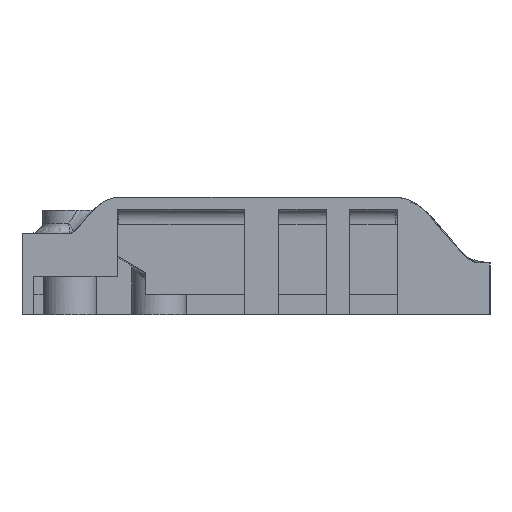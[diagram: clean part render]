
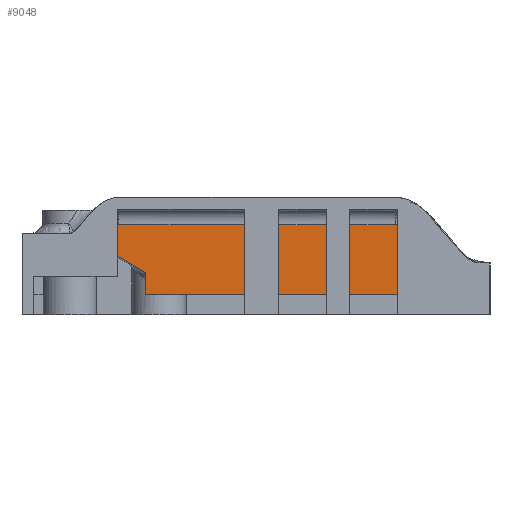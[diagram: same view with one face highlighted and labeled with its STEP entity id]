
A CAD part, left-side view. The second image highlights one B-rep face of the part: STEP entity #9048.
In plain terms, the highlighted planar face has unit normal (-1, 0, 0).
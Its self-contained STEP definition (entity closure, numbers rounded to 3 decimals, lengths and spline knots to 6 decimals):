
#663=B_SPLINE_CURVE_WITH_KNOTS('',3,(#13957,#13958,#13959,#13960),
 .UNSPECIFIED.,.F.,.F.,(4,4),(0.,0.4541),.UNSPECIFIED.);
#665=B_SPLINE_CURVE_WITH_KNOTS('',3,(#13978,#13979,#13980,#13981),
 .UNSPECIFIED.,.F.,.F.,(4,4),(0.834057,1.),.UNSPECIFIED.);
#692=B_SPLINE_CURVE_WITH_KNOTS('',3,(#36734,#36735,#36736,#36737),
 .UNSPECIFIED.,.F.,.F.,(4,4),(0.578276,0.749825),
 .UNSPECIFIED.);
#693=B_SPLINE_CURVE_WITH_KNOTS('',3,(#36745,#36746,#36747,#36748,#36749,
#36750,#36751,#36752,#36753,#36754,#36755,#36756,#36757,#36758,#36759,#36760),
 .UNSPECIFIED.,.F.,.F.,(4,1,1,1,1,1,1,1,1,1,1,1,1,4),(0.,0.125,0.25,0.375,
0.5,0.625,0.6875,0.75,0.8125,0.875,0.90625,0.921875,0.9375,1.),
 .UNSPECIFIED.);
#694=B_SPLINE_CURVE_WITH_KNOTS('',3,(#36762,#36763,#36764,#36765),
 .UNSPECIFIED.,.F.,.F.,(4,4),(0.,1.),.UNSPECIFIED.);
#695=B_SPLINE_CURVE_WITH_KNOTS('',3,(#36772,#36773,#36774,#36775,#36776,
#36777,#36778,#36779,#36780,#36781,#36782,#36783,#36784,#36785,#36786,#36787,
#36788,#36789,#36790,#36791,#36792,#36793,#36794,#36795,#36796),
 .UNSPECIFIED.,.F.,.F.,(4,1,1,1,1,1,1,1,1,1,1,1,1,1,1,1,1,1,1,1,1,1,4),
(0.,0.0625,0.125,0.15625,0.1875,0.21875,0.234375,0.25,0.265625,0.28125,
0.3125,0.375,0.4375,0.46875,0.5,0.53125,0.5625,0.625,0.6875,0.75,0.8125,
0.875,1.),.UNSPECIFIED.);
#1346=ORIENTED_EDGE('',*,*,#4062,.F.);
#1347=ORIENTED_EDGE('',*,*,#4063,.T.);
#1348=ORIENTED_EDGE('',*,*,#4064,.T.);
#1349=ORIENTED_EDGE('',*,*,#4065,.F.);
#1350=ORIENTED_EDGE('',*,*,#3986,.F.);
#1351=ORIENTED_EDGE('',*,*,#4066,.F.);
#1352=ORIENTED_EDGE('',*,*,#4067,.T.);
#1353=ORIENTED_EDGE('',*,*,#4068,.F.);
#1354=ORIENTED_EDGE('',*,*,#4069,.T.);
#1355=ORIENTED_EDGE('',*,*,#4070,.T.);
#1356=ORIENTED_EDGE('',*,*,#3883,.F.);
#1357=ORIENTED_EDGE('',*,*,#4071,.F.);
#1358=ORIENTED_EDGE('',*,*,#3988,.F.);
#1359=ORIENTED_EDGE('',*,*,#4072,.F.);
#1360=ORIENTED_EDGE('',*,*,#4073,.F.);
#1361=ORIENTED_EDGE('',*,*,#4074,.T.);
#3883=EDGE_CURVE('',#5274,#5275,#6074,.F.);
#3986=EDGE_CURVE('',#5370,#5369,#663,.T.);
#3988=EDGE_CURVE('',#5371,#5373,#665,.T.);
#4062=EDGE_CURVE('',#5416,#5417,#692,.T.);
#4063=EDGE_CURVE('',#5416,#5418,#6195,.T.);
#4064=EDGE_CURVE('',#5418,#5419,#6196,.T.);
#4065=EDGE_CURVE('',#5369,#5419,#6197,.T.);
#4066=EDGE_CURVE('',#5420,#5370,#693,.T.);
#4067=EDGE_CURVE('',#5420,#5421,#694,.T.);
#4068=EDGE_CURVE('',#5422,#5421,#6198,.F.);
#4069=EDGE_CURVE('',#5422,#5423,#6199,.T.);
#4070=EDGE_CURVE('',#5423,#5275,#6200,.T.);
#4071=EDGE_CURVE('',#5373,#5274,#695,.T.);
#4072=EDGE_CURVE('',#5424,#5371,#6201,.T.);
#4073=EDGE_CURVE('',#5425,#5424,#6202,.T.);
#4074=EDGE_CURVE('',#5425,#5417,#6203,.T.);
#5274=VERTEX_POINT('',#13595);
#5275=VERTEX_POINT('',#13597);
#5369=VERTEX_POINT('',#13947);
#5370=VERTEX_POINT('',#13956);
#5371=VERTEX_POINT('',#13976);
#5373=VERTEX_POINT('',#13982);
#5416=VERTEX_POINT('',#36738);
#5417=VERTEX_POINT('',#36739);
#5418=VERTEX_POINT('',#36741);
#5419=VERTEX_POINT('',#36743);
#5420=VERTEX_POINT('',#36761);
#5421=VERTEX_POINT('',#36766);
#5422=VERTEX_POINT('',#36768);
#5423=VERTEX_POINT('',#36770);
#5424=VERTEX_POINT('',#36798);
#5425=VERTEX_POINT('',#36800);
#6074=LINE('',#13596,#6915);
#6195=LINE('',#36740,#7036);
#6196=LINE('',#36742,#7037);
#6197=LINE('',#36744,#7038);
#6198=LINE('',#36767,#7039);
#6199=LINE('',#36769,#7040);
#6200=LINE('',#36771,#7041);
#6201=LINE('',#36797,#7042);
#6202=LINE('',#36799,#7043);
#6203=LINE('',#36801,#7044);
#6915=VECTOR('',#10576,1.);
#7036=VECTOR('',#10759,1.);
#7037=VECTOR('',#10760,1.);
#7038=VECTOR('',#10761,1.);
#7039=VECTOR('',#10762,1.);
#7040=VECTOR('',#10763,1.);
#7041=VECTOR('',#10764,1.);
#7042=VECTOR('',#10765,1.);
#7043=VECTOR('',#10766,1.);
#7044=VECTOR('',#10767,1.);
#7704=EDGE_LOOP('',(#1346,#1347,#1348,#1349,#1350,#1351,#1352,#1353,#1354,
#1355,#1356,#1357,#1358,#1359,#1360,#1361));
#8264=FACE_BOUND('',#7704,.T.);
#8770=PLANE('',#9639);
#9048=ADVANCED_FACE('',(#8264),#8770,.F.);
#9639=AXIS2_PLACEMENT_3D('',#36733,#10757,#10758);
#10576=DIRECTION('',(0.,1.,0.));
#10757=DIRECTION('',(1.,0.,0.));
#10758=DIRECTION('',(0.,0.,-1.));
#10759=DIRECTION('',(0.,0.,-1.));
#10760=DIRECTION('',(0.,1.,0.));
#10761=DIRECTION('',(0.,0.,-1.));
#10762=DIRECTION('',(0.,0.,-1.));
#10763=DIRECTION('',(0.,-1.,0.));
#10764=DIRECTION('',(0.,0.,1.));
#10765=DIRECTION('',(0.,0.,1.));
#10766=DIRECTION('',(0.,-1.,0.));
#10767=DIRECTION('',(0.,0.,1.));
#13595=CARTESIAN_POINT('',(0.02264,-0.052841,0.00695));
#13596=CARTESIAN_POINT('',(0.02264,-0.033673,0.00695));
#13597=CARTESIAN_POINT('',(0.02264,-0.05715,0.00695));
#13947=CARTESIAN_POINT('',(0.02264,-0.02701,0.0134));
#13956=CARTESIAN_POINT('',(0.02264,-0.01081,0.0134));
#13957=CARTESIAN_POINT('',(0.02264,-0.01081,0.0134));
#13958=CARTESIAN_POINT('',(0.02264,-0.01621,0.0134));
#13959=CARTESIAN_POINT('',(0.02264,-0.02161,0.0134));
#13960=CARTESIAN_POINT('',(0.02264,-0.02701,0.0134));
#13976=CARTESIAN_POINT('',(0.02264,-0.040565,0.0134));
#13978=CARTESIAN_POINT('',(0.02264,-0.040565,0.0134));
#13979=CARTESIAN_POINT('',(0.02264,-0.042538,0.0134));
#13980=CARTESIAN_POINT('',(0.02264,-0.044512,0.0134));
#13981=CARTESIAN_POINT('',(0.02264,-0.046485,0.0134));
#13982=CARTESIAN_POINT('',(0.02264,-0.046485,0.0134));
#36733=CARTESIAN_POINT('',(0.02264,-0.023826,0.007904));
#36734=CARTESIAN_POINT('',(0.02264,-0.03144,0.0134));
#36735=CARTESIAN_POINT('',(0.02264,-0.03348,0.0134));
#36736=CARTESIAN_POINT('',(0.02264,-0.03552,0.0134));
#36737=CARTESIAN_POINT('',(0.02264,-0.03756,0.0134));
#36738=CARTESIAN_POINT('',(0.02264,-0.03144,0.0134));
#36739=CARTESIAN_POINT('',(0.02264,-0.03756,0.0134));
#36740=CARTESIAN_POINT('',(0.02264,-0.03144,0.016902));
#36741=CARTESIAN_POINT('',(0.02264,-0.03144,0.0124));
#36742=CARTESIAN_POINT('',(0.02264,-0.029225,0.0124));
#36743=CARTESIAN_POINT('',(0.02264,-0.02701,0.0124));
#36744=CARTESIAN_POINT('',(0.02264,-0.02701,0.016902));
#36745=CARTESIAN_POINT('',(0.02264,-0.008238,0.010691));
#36746=CARTESIAN_POINT('',(0.02264,-0.008328,0.010788));
#36747=CARTESIAN_POINT('',(0.02264,-0.008517,0.010997));
#36748=CARTESIAN_POINT('',(0.02264,-0.008867,0.011408));
#36749=CARTESIAN_POINT('',(0.02264,-0.009157,0.011757));
#36750=CARTESIAN_POINT('',(0.02264,-0.00945,0.012117));
#36751=CARTESIAN_POINT('',(0.02264,-0.009722,0.012443));
#36752=CARTESIAN_POINT('',(0.02264,-0.009929,0.012672));
#36753=CARTESIAN_POINT('',(0.02264,-0.010065,0.01282));
#36754=CARTESIAN_POINT('',(0.02264,-0.010259,0.013014));
#36755=CARTESIAN_POINT('',(0.02264,-0.010376,0.01312));
#36756=CARTESIAN_POINT('',(0.02264,-0.010497,0.013218));
#36757=CARTESIAN_POINT('',(0.02264,-0.010547,0.013256));
#36758=CARTESIAN_POINT('',(0.02264,-0.010695,0.01336));
#36759=CARTESIAN_POINT('',(0.02264,-0.010773,0.013398));
#36760=CARTESIAN_POINT('',(0.02264,-0.01081,0.0134));
#36761=CARTESIAN_POINT('',(0.02264,-0.008238,0.010691));
#36762=CARTESIAN_POINT('',(0.02264,-0.007812,0.010765));
#36763=CARTESIAN_POINT('',(0.02264,-0.009312,0.010765));
#36764=CARTESIAN_POINT('',(0.02264,-0.013672,0.00695));
#36765=CARTESIAN_POINT('',(0.02264,-0.015172,0.00695));
#36766=CARTESIAN_POINT('',(0.02264,-0.014297,0.007193));
#36767=CARTESIAN_POINT('',(0.02264,-0.014297,0.00445));
#36768=CARTESIAN_POINT('',(0.02264,-0.014297,0.00445));
#36769=CARTESIAN_POINT('',(0.02264,-0.015172,0.00445));
#36770=CARTESIAN_POINT('',(0.02264,-0.05715,0.00445));
#36771=CARTESIAN_POINT('',(0.02264,-0.05715,0.00445));
#36772=CARTESIAN_POINT('',(0.02264,-0.046485,0.0134));
#36773=CARTESIAN_POINT('',(0.02264,-0.046601,0.0134));
#36774=CARTESIAN_POINT('',(0.02264,-0.046854,0.013349));
#36775=CARTESIAN_POINT('',(0.02264,-0.047222,0.013156));
#36776=CARTESIAN_POINT('',(0.02264,-0.047548,0.012925));
#36777=CARTESIAN_POINT('',(0.02264,-0.047807,0.012714));
#36778=CARTESIAN_POINT('',(0.02264,-0.048041,0.012501));
#36779=CARTESIAN_POINT('',(0.02264,-0.048222,0.012325));
#36780=CARTESIAN_POINT('',(0.02264,-0.048399,0.012145));
#36781=CARTESIAN_POINT('',(0.02264,-0.048441,0.0121));
#36782=CARTESIAN_POINT('',(0.02264,-0.048548,0.011986));
#36783=CARTESIAN_POINT('',(0.02264,-0.048725,0.011792));
#36784=CARTESIAN_POINT('',(0.02264,-0.049017,0.011458));
#36785=CARTESIAN_POINT('',(0.02264,-0.049348,0.011061));
#36786=CARTESIAN_POINT('',(0.02264,-0.049628,0.010717));
#36787=CARTESIAN_POINT('',(0.02264,-0.049876,0.010407));
#36788=CARTESIAN_POINT('',(0.02264,-0.050036,0.010206));
#36789=CARTESIAN_POINT('',(0.02264,-0.050279,0.009899));
#36790=CARTESIAN_POINT('',(0.02264,-0.05057,0.009528));
#36791=CARTESIAN_POINT('',(0.02264,-0.050932,0.009072));
#36792=CARTESIAN_POINT('',(0.02264,-0.051276,0.00865));
#36793=CARTESIAN_POINT('',(0.02264,-0.051714,0.008132));
#36794=CARTESIAN_POINT('',(0.02264,-0.052235,0.00755));
#36795=CARTESIAN_POINT('',(0.02264,-0.052607,0.00717));
#36796=CARTESIAN_POINT('',(0.02264,-0.052841,0.00695));
#36797=CARTESIAN_POINT('',(0.02264,-0.040565,0.0139));
#36798=CARTESIAN_POINT('',(0.02264,-0.040565,0.0124));
#36799=CARTESIAN_POINT('',(0.02264,-0.039063,0.0124));
#36800=CARTESIAN_POINT('',(0.02264,-0.03756,0.0124));
#36801=CARTESIAN_POINT('',(0.02264,-0.03756,0.0139));
